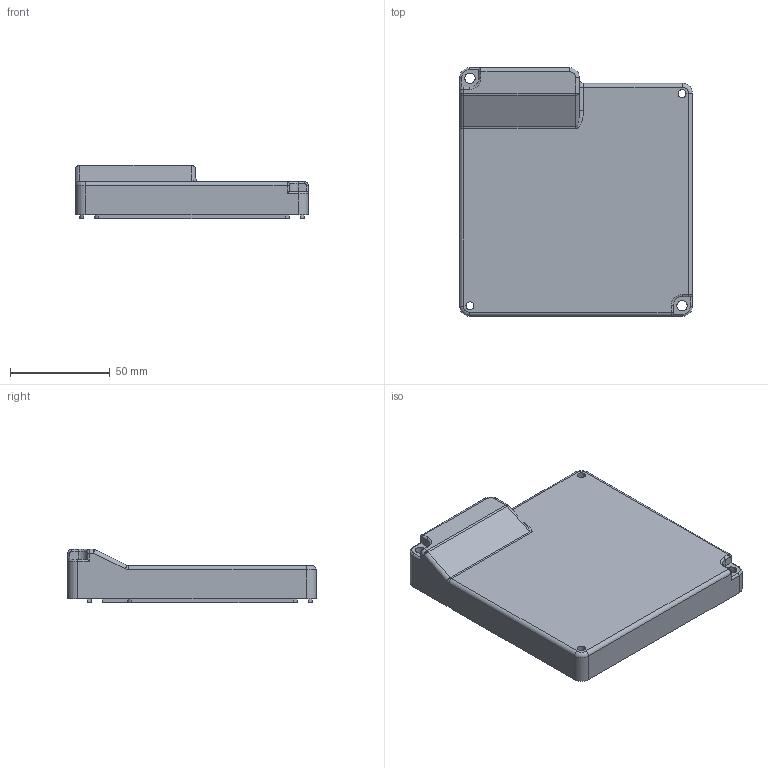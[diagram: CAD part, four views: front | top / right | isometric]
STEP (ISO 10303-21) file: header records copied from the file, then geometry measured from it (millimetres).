
FILE_DESCRIPTION (( 'STEP AP214' ), '1' );
FILE_NAME ('SHUTDOWN BOARD CASE TOP.STEP', '2019-06-15T06:20:43', ( '' ), ( '' ), 'SwSTEP 2.0', 'SolidWorks 2018', '' );
FILE_SCHEMA (( 'AUTOMOTIVE_DESIGN' ));
Length unit declared in the file: millimetre
Products named in the file (1): SHUTDOWN BOARD CASE TOP
Bounding box: 116.5 x 124.25 x 26.7 mm (x, y, z)
Volume: 54927.3 mm3; surface area: 44472.3 mm2
Topology: 1 solids, 1 shells, 137 faces, 364 edges, 229 vertices
Faces by surface type: cylinder 68, plane 53, torus 13, sphere 2, bspline 1
Entity records: 4343 total; most frequent: CARTESIAN_POINT 796, DIRECTION 772, ORIENTED_EDGE 728, EDGE_CURVE 364, AXIS2_PLACEMENT_3D 277, VERTEX_POINT 229, LINE 218, VECTOR 218
